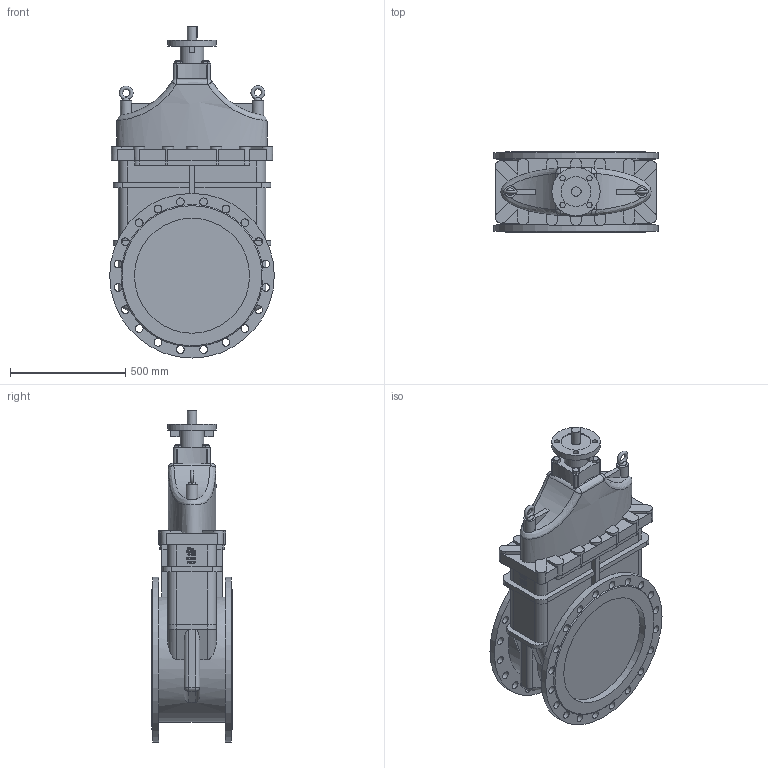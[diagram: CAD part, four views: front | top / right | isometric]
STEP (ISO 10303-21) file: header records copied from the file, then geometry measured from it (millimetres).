
FILE_DESCRIPTION(('STEP AP203'), '1');
FILE_NAME('3D_103-0500-16', '', ('UNSPECIFIED'), ('UNSPECIFIED'), 'C3D Converter', 'C3D Toolkit', '');
FILE_SCHEMA(('CONFIG_CONTROL_DESIGN'));
Length unit declared in the file: millimetre
Bounding box: 715 x 350 x 1442.5 mm (x, y, z)
Volume: 162322677.7 mm3; surface area: 3388584.1 mm2
Topology: 19 solids, 19 shells, 3659 faces, 10987 edges, 7338 vertices
Faces by surface type: plane 3508, cylinder 128, sphere 8, cone 6, bspline 5, torus 4
Full cylindrical faces by diameter (mm): 23 x4, 34 x40, 40 x1, 50 x2, 102 x1, 130 x1, 210 x1, 500 x2, 545 x1, 715 x2
Entity records: 168414 total; most frequent: CARTESIAN_POINT 40174, ORIENTED_EDGE 21810, DIRECTION 18463, EDGE_CURVE 10905, LINE 10329, VECTOR 10329, VERTEX_POINT 7325, AXIS2_PLACEMENT_3D 4067
